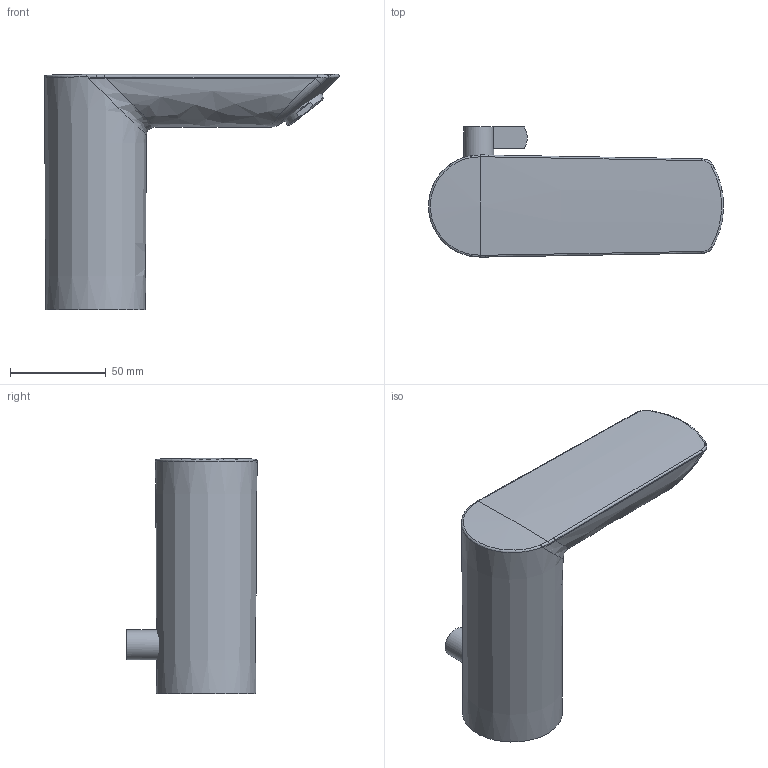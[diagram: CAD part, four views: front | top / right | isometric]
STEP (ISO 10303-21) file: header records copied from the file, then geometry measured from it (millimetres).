
FILE_DESCRIPTION(/* description */ ('Unknown'),/* implementation_level */ '2;1');
FILE_NAME(/* name */ '36451000',/* time_stamp */ '2022-08-26T09:49:17+02:00',/* author */ ('Unknown'),/* organization */ ('GROHE AG'),/* preprocessor_version */ 'ST-DEVELOPER v16.7',/* originating_system */ 'DEX',/* authorisation */ $);
FILE_SCHEMA (('AUTOMOTIVE_DESIGN {1 0 10303 214 3 1 1}'));
Products named in the file (5): 36451000; BREP_1; 40.2951.24300; 7433 20171127
Assembly tree (4 placements, depth 2):
  36451000
    BREP_1
    40.2951.24300
    7433 20171127
    36451000
Bounding box: 154.06 x 68.18 x 123.04 mm (x, y, z)
Volume: 375775.2 mm3; surface area: 47463.4 mm2
Topology: 4 solids, 5 shells, 3346 faces, 8904 edges, 5910 vertices
Faces by surface type: plane 2238, cylinder 748, cone 282, bspline 67, sphere 7, torus 4
Full cylindrical faces by diameter (mm): 13.95 x1, 15.7 x1, 15.706 x1, 16.05 x1, 16.15 x1, 16.831 x1, 17.1 x1, 17.75 x2, 20.15 x1, 20.88 x1, 21.205 x1, 21.5 x1, 22.45 x2, 23.87 x1
Entity records: 133467 total; most frequent: CARTESIAN_POINT 29272, ORIENTED_EDGE 17666, DIRECTION 16710, EDGE_CURVE 8833, VERTEX_POINT 5887, AXIS2_PLACEMENT_3D 5885, LINE 4940, VECTOR 4940
